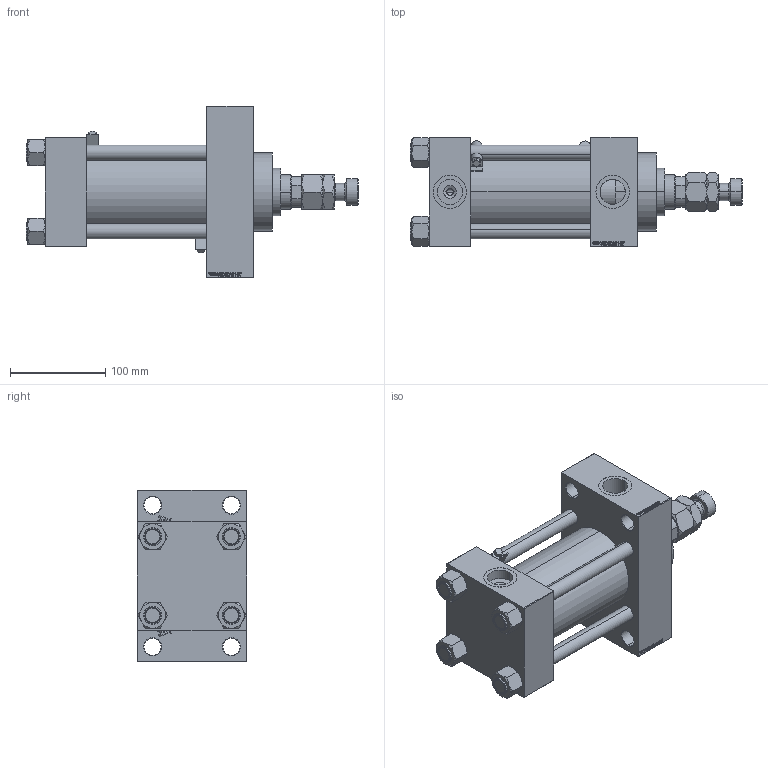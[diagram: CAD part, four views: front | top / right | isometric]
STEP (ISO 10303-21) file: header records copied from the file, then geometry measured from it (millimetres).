
FILE_DESCRIPTION (( 'STEP AP203' ), '1' );
FILE_NAME ('2ef7.STEP', '2023-08-23T13:05:26', ( '' ), ( '' ), 'SwSTEP 2.0', 'SolidWorks 2019', '' );
FILE_SCHEMA (( 'CONFIG_CONTROL_DESIGN' ));
Length unit declared in the file: millimetre
Products named in the file (8): V215CR_D_Body 3dc96ec482530441eaccca1c6fc0a42a; MSRF_MSRG1 3dc96ec482530441eaccca1c6fc0a42a; NUT_M5_D 3dc96ec482530441eaccca1c6fc0a42a; V215CR_D_TYCINKA 3dc96ec482530441eaccca1c6fc0a42a; 2ef7; V215CR_VCP_D 3dc96ec482530441eaccca1c6fc0a42a; MFA 3dc96ec482530441eaccca1c6fc0a42a; V215_VC_A 3dc96ec482530441eaccca1c6fc0a42a
Assembly tree (14 placements, depth 2):
  2ef7
    V215CR_D_Body 3dc96ec482530441eaccca1c6fc0a42a
    V215CR_VCP_D 3dc96ec482530441eaccca1c6fc0a42a
    NUT_M5_D 3dc96ec482530441eaccca1c6fc0a42a  x4
    V215CR_D_TYCINKA 3dc96ec482530441eaccca1c6fc0a42a  x4
    V215_VC_A 3dc96ec482530441eaccca1c6fc0a42a
    MFA 3dc96ec482530441eaccca1c6fc0a42a
    MSRF_MSRG1 3dc96ec482530441eaccca1c6fc0a42a  x2
Bounding box: 349 x 115 x 180 mm (x, y, z)
Volume: 2192124.3 mm3; surface area: 360239.5 mm2
Topology: 14 solids, 14 shells, 1267 faces, 3159 edges, 2039 vertices
Faces by surface type: plane 597, bspline 368, cone 170, cylinder 120, torus 12
Entity records: 50464 total; most frequent: CARTESIAN_POINT 25996, ORIENTED_EDGE 5432, DIRECTION 3618, EDGE_CURVE 2716, VERTEX_POINT 1769, LINE 1596, VECTOR 1596, EDGE_LOOP 1215
